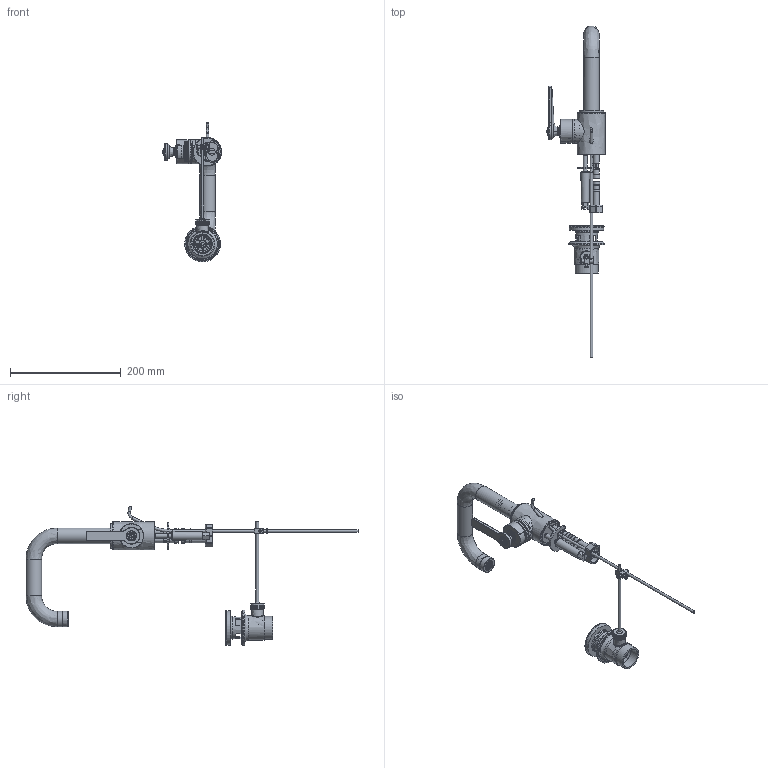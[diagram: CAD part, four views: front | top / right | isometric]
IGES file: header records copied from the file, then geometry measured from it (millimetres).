
Global section: file name: V7K09-RH-F; native system: Autodesk Inventor 2018; preprocessor: unknown; author: aduggalther; date: 20180208.092303; units: millimetre
Bounding box: 106.35 x 598.78 x 251.4 mm (x, y, z)
Volume: 394944.6 mm3; surface area: 241770.3 mm2
Topology: 53 solids, 53 shells, 2708 faces, 7052 edges, 4560 vertices
Faces by surface type: bspline 2708
